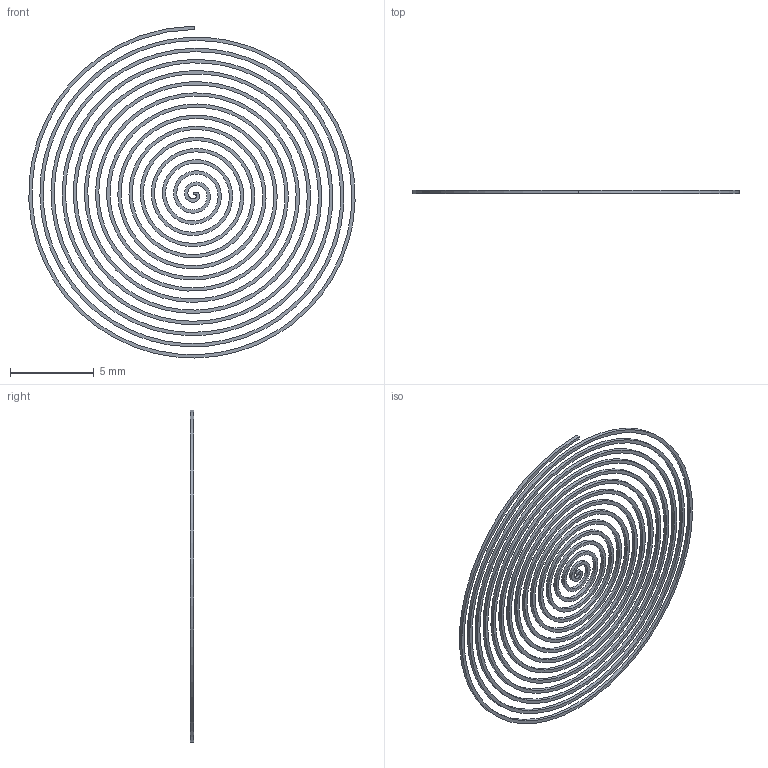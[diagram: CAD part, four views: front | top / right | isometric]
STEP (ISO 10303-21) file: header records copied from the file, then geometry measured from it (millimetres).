
FILE_DESCRIPTION (( 'STEP AP214' ), '1' );
FILE_NAME ('Helix.STEP', '2020-06-15T15:05:15', ( '' ), ( '' ), 'SwSTEP 2.0', 'SolidWorks 2018', '' );
FILE_SCHEMA (( 'AUTOMOTIVE_DESIGN' ));
Length unit declared in the file: millimetre
Products named in the file (1): Helix
Bounding box: 19.52 x 0.2 x 19.86 mm (x, y, z)
Volume: 18.8 mm3; surface area: 377 mm2
Topology: 1 solids, 1 shells, 6 faces, 12 edges, 8 vertices
Faces by surface type: plane 4, bspline 2
Entity records: 2490 total; most frequent: CARTESIAN_POINT 2341, ORIENTED_EDGE 24, DIRECTION 18, EDGE_CURVE 12, VECTOR 8, LINE 8, VERTEX_POINT 8, FACE_OUTER_BOUND 6
